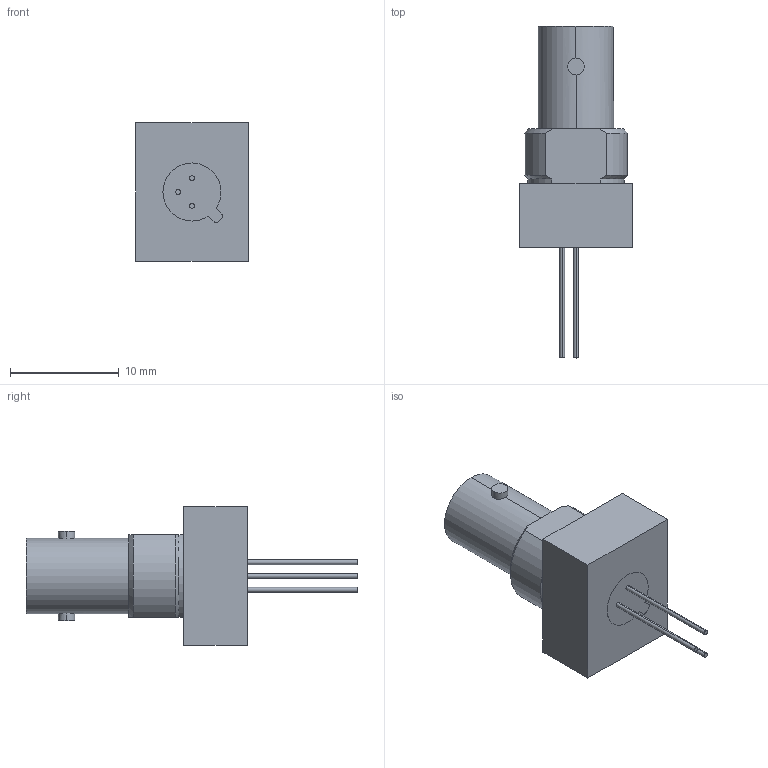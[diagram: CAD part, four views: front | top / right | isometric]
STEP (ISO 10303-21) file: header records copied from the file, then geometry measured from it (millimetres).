
FILE_DESCRIPTION (( 'STEP AP203' ), '1' );
FILE_NAME ('OPF472.STEP', '2015-01-13T13:34:25', ( '' ), ( '' ), 'SwSTEP 2.0', 'SolidWorks 2014', '' );
FILE_SCHEMA (( 'CONFIG_CONTROL_DESIGN' ));
Length unit declared in the file: inch
Products named in the file (1): OPF472
Bounding box: 10.31 x 30.48 x 12.7 mm (x, y, z)
Volume: 1180.1 mm3; surface area: 1163.3 mm2
Topology: 1 solids, 1 shells, 68 faces, 170 edges, 112 vertices
Faces by surface type: cylinder 32, plane 27, cone 9
Entity records: 2197 total; most frequent: CARTESIAN_POINT 475, DIRECTION 349, ORIENTED_EDGE 340, EDGE_CURVE 170, AXIS2_PLACEMENT_3D 136, VERTEX_POINT 112, LINE 77, VECTOR 77
